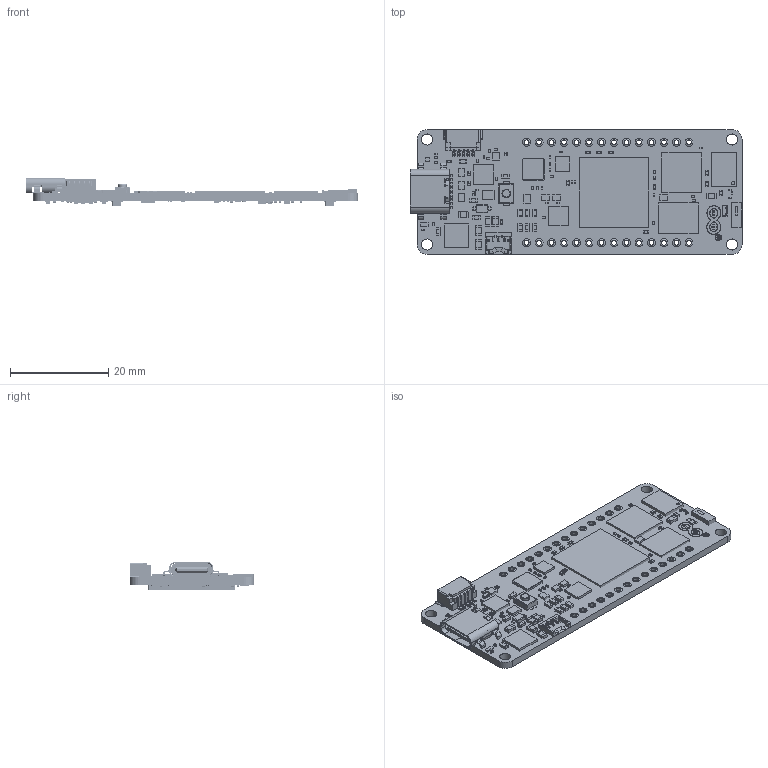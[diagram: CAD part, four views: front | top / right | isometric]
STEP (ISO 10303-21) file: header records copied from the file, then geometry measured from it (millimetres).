
FILE_DESCRIPTION(/* description */ (''),/* implementation_level */ '2;1');
FILE_NAME(/* name */ 'Arduino-Portenta-H7-STEP-A210428.step',/* time_stamp */ '2021-04-28T02:25:55+03:00',/* author */ (''),/* organization */ (''),/* preprocessor_version */ 'ST-DEVELOPER v18.1',/* originating_system */ 'Autodesk Translation Framework v10.6.0.1341',/* authorisation */ '');
FILE_SCHEMA (('AUTOMOTIVE_DESIGN { 1 0 10303 214 3 1 1 }'));
Products named in the file (54): AOC_2781H; 3x4x2mm - 2 Pad v1; Resistor_0402 v1; Resistor_0402 v1_1; HRO TYPE-C-31-M-14 v1; Shroud; Plastic Body & Connector; res_0805 v1; 0603i Resistor v1; Resistor_0402 v1_2; Resistor_0402 v1_3; Resistor_0402 v1_4; Resistor_0402 v1_5; Resistor_0402 v1_6; Resistor_0402 v1_7; Resistor_0402 v1_8; Resistor_0402 v1_9; Resistor_0402 v1_10; Pin1; Pin2; CeramicBody; Coating; RES0201; DF40C-80DP v1; Resistor_0402 v1 (1); Resistor_0402 v1 (1)_1; Resistor_0402 v1 (1)_2; Resistor_0402 v1 (1)_3; Resistor_0402 v1 (1)_4; Resistor_0402 v1 (1)_5; Resistor_0402 v1 (1)_6; Resistor_0402 v1 (1)_7; Resistor_0402 v1 (1)_8; Resistor_0402 v1 (1)_9; Resistor_0402 v1 (1)_10; Resistor_0402 v1 (1)_11; Resistor_0402 v1 (1)_12; Resistor_0402 v1 (1)_13; Resistor_0402 v1 (1)_14; Resistor_0402 v1 (1)_15 ...
Assembly tree (321 placements, depth 3):
  AOC_2781H
    3x4x2mm - 2 Pad v1
    Resistor_0402 v1
      Pin1
      Pin2
      CeramicBody
      Coating
    res_0805 v1  x6
    Resistor_0402 v1_1
      Pin1
      Pin2
      CeramicBody
      Coating
    0603i Resistor v1  x11
    HRO TYPE-C-31-M-14 v1
      Shroud
      Plastic Body & Connector
    RES0201  x43
    Resistor_0402 v1_2
      Pin1
      Pin2
      CeramicBody
      Coating
    Resistor_0402 v1_3
      Pin1
      Pin2
      CeramicBody
      Coating
    Resistor_0402 v1_4
      Pin1
      Pin2
      CeramicBody
      Coating
    Resistor_0402 v1_5
      Pin1
      Pin2
      CeramicBody
      Coating
    Resistor_0402 v1_6
      Pin1
      Pin2
      CeramicBody
      Coating
    Resistor_0402 v1_7
      Pin1
      Pin2
      CeramicBody
      Coating
    Resistor_0402 v1_8
      Pin1
      Pin2
      CeramicBody
      Coating
    Resistor_0402 v1_9
      Pin1
      Pin2
      CeramicBody
      Coating
    Resistor_0402 v1_10
      Pin1
Bounding box: 67.5 x 25.4 x 5.74 mm (x, y, z)
Volume: 3210.9 mm3; surface area: 6709.8 mm2
Topology: 764 solids, 810 shells, 8385 faces, 20211 edges, 13380 vertices
Faces by surface type: plane 6066, cylinder 1168, bspline 1073, torus 56, cone 14, sphere 8
Full cylindrical faces by diameter (mm): 0.25 x2, 0.6 x2, 0.632 x1, 1 x56, 1.311 x1, 1.778 x1, 2.25 x4
Entity records: 67461 total; most frequent: CARTESIAN_POINT 16188, ORIENTED_EDGE 13958, EDGE_CURVE 6979, LINE 5030, VERTEX_POINT 4538, AXIS2_PLACEMENT_3D 3541, EDGE_LOOP 2841, FACE_OUTER_BOUND 2712
